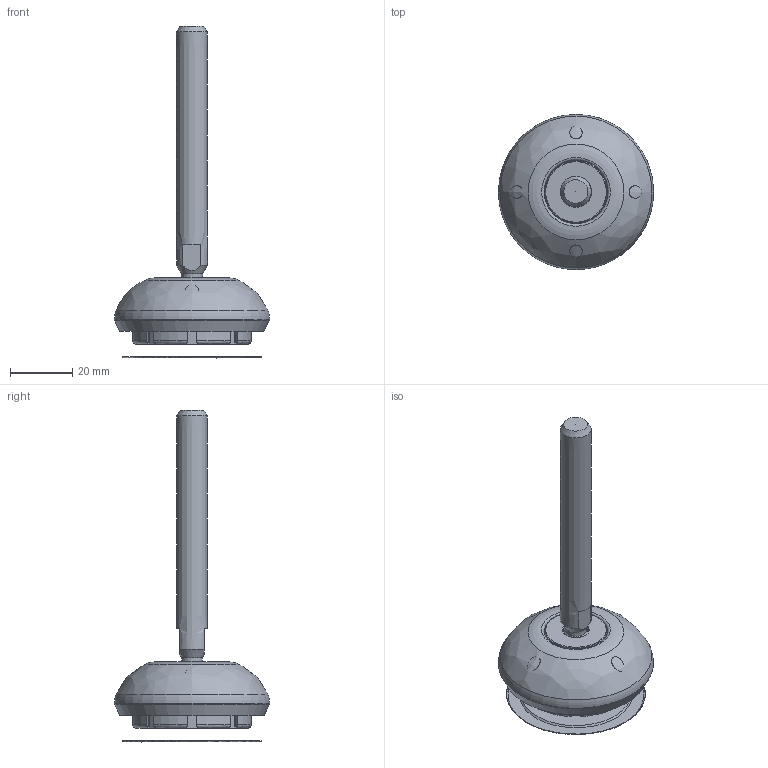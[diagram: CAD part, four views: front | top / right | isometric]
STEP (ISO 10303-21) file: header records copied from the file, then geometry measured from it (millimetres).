
FILE_DESCRIPTION(/* description */ ('STEP AP203'),/* implementation_level */ '2;1');
FILE_NAME(/* name */ 'P055SM10X107.stp',/* time_stamp */ '2022-07-12T10:57:59+02:00',/* author */ ('stefan.nesic'),/* organization */ (' '),/* preprocessor_version */ 'ST-DEVELOPER v18.1',/* originating_system */ 'Autodesk Inventor 2021',/* authorisation */ ' ');
FILE_SCHEMA (('CONFIG_CONTROL_DESIGN'));
Length unit declared in the file: millimetre
Products named in the file (5): P055SM10X107; Component1; Component2; Component3; Componente1
Assembly tree (4 placements, depth 2):
  P055SM10X107
    Component1
    Component2
    Component3
    Componente1
Bounding box: 49.99 x 49.99 x 106.89 mm (x, y, z)
Volume: 45786.4 mm3; surface area: 24235.4 mm2
Topology: 4 solids, 4 shells, 259 faces, 711 edges, 467 vertices
Faces by surface type: cylinder 88, plane 83, torus 53, bspline 18, cone 16, sphere 1
Full cylindrical faces by diameter (mm): 3 x8, 4 x8, 8.301 x1, 8.801 x1, 16 x2, 20.5 x1, 21.5 x1, 23.5 x2
Entity records: 10116 total; most frequent: CARTESIAN_POINT 3280, DIRECTION 1474, ORIENTED_EDGE 1412, EDGE_CURVE 706, AXIS2_PLACEMENT_3D 624, VERTEX_POINT 467, CIRCLE 373, EDGE_LOOP 281
